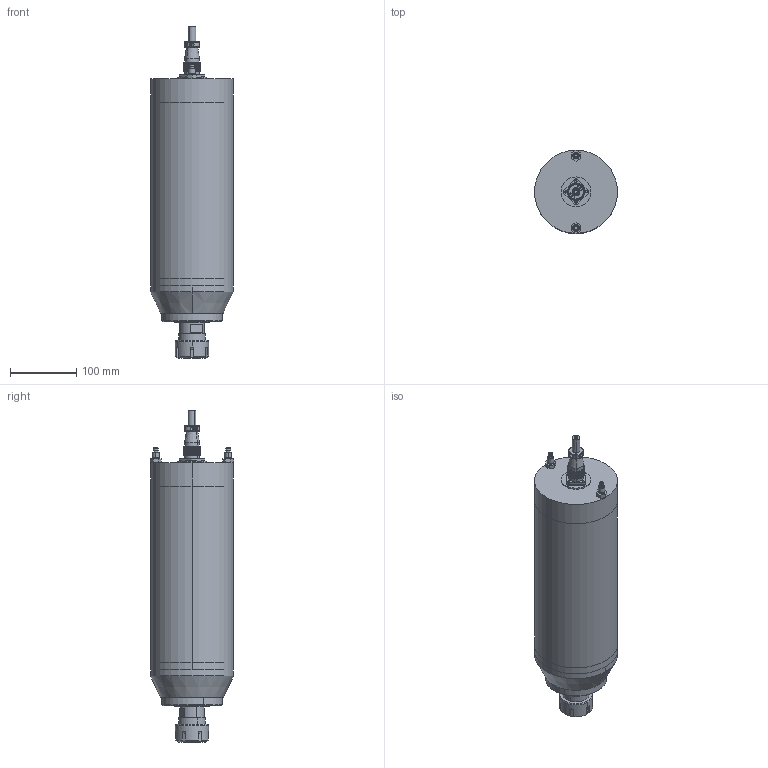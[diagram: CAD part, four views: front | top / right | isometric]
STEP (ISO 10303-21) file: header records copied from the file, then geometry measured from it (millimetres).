
FILE_DESCRIPTION (( 'STEP AP214' ), '1' );
FILE_NAME ('GDK125-12-24Z-7.5-4P.STEP', '2024-07-26T08:16:20', ( '00' ), ( '' ), 'SwSTEP 2.0', 'SolidWorks 2018', '' );
FILE_SCHEMA (( 'AUTOMOTIVE_DESIGN' ));
Length unit declared in the file: millimetre
Products named in the file (15): WS20瑤脣; GDK125-24Z-7.5-4P赽粟芛; GDK125-12-24Z-4.0-8.0堤盄釱; GDK125-24Z-7.5-4P滅鳥欶; GDK125-9-15Z-5.5-11-6P儂褲; GDK125-24Z-7.5-4P前螺母; GDK125-24Z-7.5-4P粣創釱; GDK125-24Z-7.5-4P粣芛; GBT823_M3℅10; WS20瑤脣芛; ER32樓綠蹟簽; 阨郲30.5ㄗM10ㄘ; GDK125-12-24Z-7.5-4P; WS20瑤脣釱; ER32-12 粟俶芠標
Assembly tree (16 placements, depth 3):
  GDK125-12-24Z-7.5-4P
    GDK125-9-15Z-5.5-11-6P儂褲
    GDK125-12-24Z-4.0-8.0堤盄釱
    GDK125-24Z-7.5-4P粣創釱
    GDK125-24Z-7.5-4P赽粟芛
    GDK125-24Z-7.5-4P滅鳥欶
    GDK125-24Z-7.5-4P前螺母
    GDK125-24Z-7.5-4P粣芛
    ER32-12 粟俶芠標
    ER32樓綠蹟簽
    阨郲30.5ㄗM10ㄘ  x2
    WS20瑤脣
      WS20瑤脣釱
      WS20瑤脣芛
      GBT823_M3℅10  x2
Bounding box: 125 x 125.17 x 500.3 mm (x, y, z)
Volume: 4418624.1 mm3; surface area: 302747.6 mm2
Topology: 20 solids, 20 shells, 3225 faces, 7976 edges, 5261 vertices
Faces by surface type: plane 1334, cone 1037, cylinder 812, torus 21, sphere 12, bspline 9
Entity records: 101875 total; most frequent: CARTESIAN_POINT 24816, ORIENTED_EDGE 15664, DIRECTION 14688, EDGE_CURVE 7832, AXIS2_PLACEMENT_3D 5955, VERTEX_POINT 5191, EDGE_LOOP 3707, FACE_OUTER_BOUND 3172
